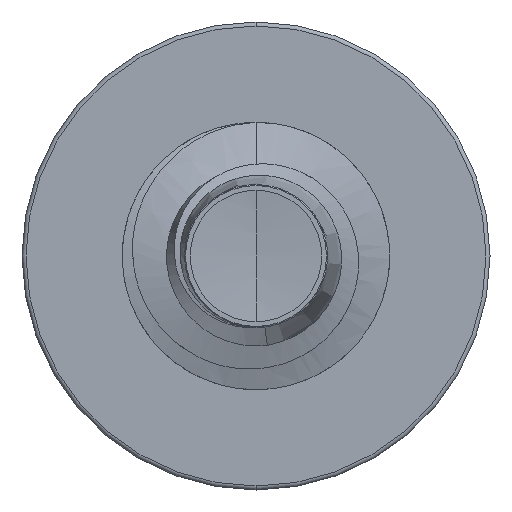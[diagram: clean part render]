
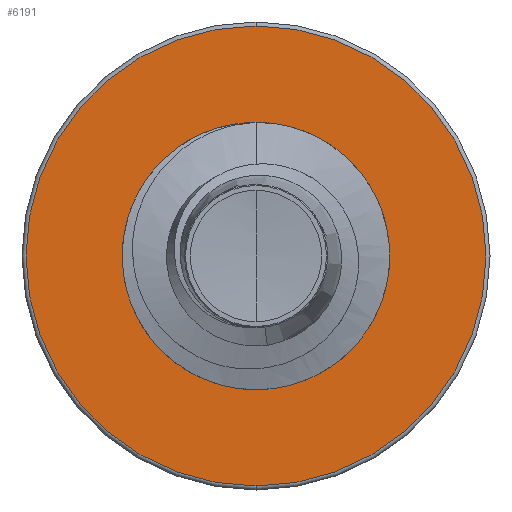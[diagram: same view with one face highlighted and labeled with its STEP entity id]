
A CAD part, front view. The second image highlights one B-rep face of the part: STEP entity #6191.
In plain terms, the highlighted planar face has unit normal (0, -1, 0).
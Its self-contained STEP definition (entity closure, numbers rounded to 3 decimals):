
#309 = DIRECTION ( 'NONE',  ( 0., 0., 1. ) ) ;
#314 = DIRECTION ( 'NONE',  ( 0., 1., 0. ) ) ;
#329 = CARTESIAN_POINT ( 'NONE',  ( 0., 7., 0. ) ) ;
#804 = VERTEX_POINT ( 'NONE', #5523 ) ;
#888 = AXIS2_PLACEMENT_3D ( 'NONE', #329, #314, #309 ) ;
#1040 = AXIS2_PLACEMENT_3D ( 'NONE', #1988, #1974, #1971 ) ;
#1074 = AXIS2_PLACEMENT_3D ( 'NONE', #2219, #2206, #2192 ) ;
#1168 = AXIS2_PLACEMENT_3D ( 'NONE', #5972, #5958, #5941 ) ;
#1971 = DIRECTION ( 'NONE',  ( 0., 0., 1. ) ) ;
#1974 = DIRECTION ( 'NONE',  ( 0., 1., 0. ) ) ;
#1988 = CARTESIAN_POINT ( 'NONE',  ( 0., 7., 0. ) ) ;
#2168 = CARTESIAN_POINT ( 'NONE',  ( 0., 7., -5.16 ) ) ;
#2192 = DIRECTION ( 'NONE',  ( 0., 0., 1. ) ) ;
#2206 = DIRECTION ( 'NONE',  ( 0., 1., 0. ) ) ;
#2219 = CARTESIAN_POINT ( 'NONE',  ( 0., 7., 0. ) ) ;
#2287 = ORIENTED_EDGE ( 'NONE', *, *, #9951, .F. ) ;
#2860 = AXIS2_PLACEMENT_3D ( 'NONE', #11182, #11145, #11108 ) ;
#3182 = CARTESIAN_POINT ( 'NONE',  ( 0., 7., 2.842 ) ) ;
#3783 = CIRCLE ( 'NONE', #888, 5.16 ) ;
#5214 = VERTEX_POINT ( 'NONE', #8399 ) ;
#5232 = ORIENTED_EDGE ( 'NONE', *, *, #10081, .T. ) ;
#5523 = CARTESIAN_POINT ( 'NONE',  ( 0., 7., -2.842 ) ) ;
#5941 = DIRECTION ( 'NONE',  ( 0., 0., 1. ) ) ;
#5958 = DIRECTION ( 'NONE',  ( 0., 1., 0. ) ) ;
#5972 = CARTESIAN_POINT ( 'NONE',  ( 0., 7., 0. ) ) ;
#6191 = ADVANCED_FACE ( 'NONE', ( #9637, #10898 ), #11111, .F. ) ;
#6363 = CIRCLE ( 'NONE', #1040, 2.842 ) ;
#7309 = EDGE_LOOP ( 'NONE', ( #5232, #11212 ) ) ;
#8399 = CARTESIAN_POINT ( 'NONE',  ( 0., 7., 5.16 ) ) ;
#8621 = CIRCLE ( 'NONE', #1074, 2.842 ) ;
#9346 = VERTEX_POINT ( 'NONE', #2168 ) ;
#9464 = EDGE_LOOP ( 'NONE', ( #11037, #2287 ) ) ;
#9637 = FACE_OUTER_BOUND ( 'NONE', #9464, .T. ) ;
#9951 = EDGE_CURVE ( 'NONE', #9346, #5214, #10724, .T. ) ;
#10057 = EDGE_CURVE ( 'NONE', #804, #11338, #8621, .T. ) ;
#10081 = EDGE_CURVE ( 'NONE', #11338, #804, #6363, .T. ) ;
#10230 = EDGE_CURVE ( 'NONE', #5214, #9346, #3783, .T. ) ;
#10724 = CIRCLE ( 'NONE', #1168, 5.16 ) ;
#10898 = FACE_BOUND ( 'NONE', #7309, .T. ) ;
#11037 = ORIENTED_EDGE ( 'NONE', *, *, #10230, .F. ) ;
#11108 = DIRECTION ( 'NONE',  ( 0., 0., 1. ) ) ;
#11111 = PLANE ( 'NONE',  #2860 ) ;
#11145 = DIRECTION ( 'NONE',  ( 0., 1., 0. ) ) ;
#11182 = CARTESIAN_POINT ( 'NONE',  ( 0., 7., -2.842 ) ) ;
#11212 = ORIENTED_EDGE ( 'NONE', *, *, #10057, .T. ) ;
#11338 = VERTEX_POINT ( 'NONE', #3182 ) ;
